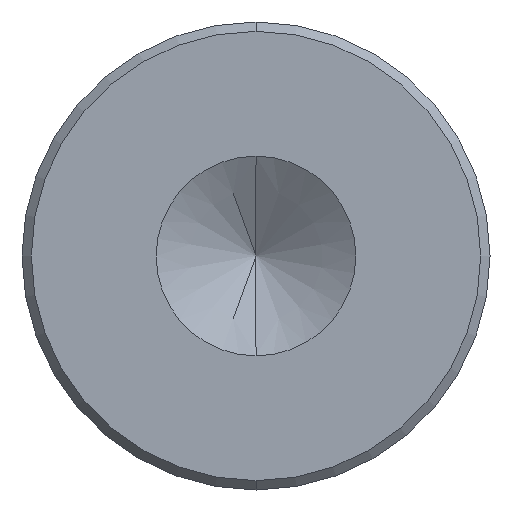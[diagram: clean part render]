
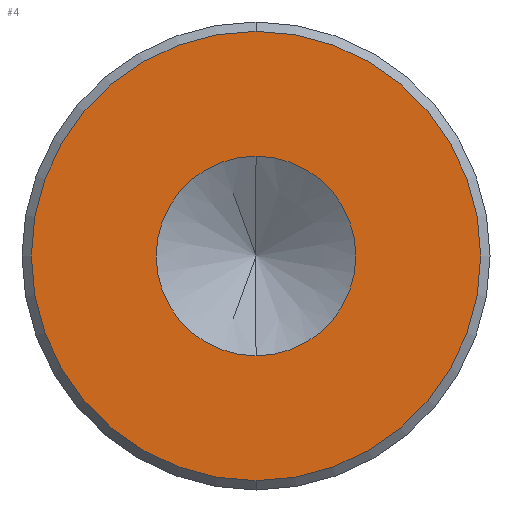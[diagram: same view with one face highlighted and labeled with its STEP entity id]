
A CAD part, front view. The second image highlights one B-rep face of the part: STEP entity #4.
In plain terms, the highlighted planar face has unit normal (0, -1, 0).
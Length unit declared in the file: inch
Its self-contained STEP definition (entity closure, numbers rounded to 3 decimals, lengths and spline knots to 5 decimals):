
#4 = ADVANCED_FACE ( 'NONE', ( #358, #486 ), #151, .F. ) ;
#39 = EDGE_CURVE ( 'NONE', #435, #177, #326, .T. ) ;
#49 = DIRECTION ( 'NONE',  ( 0., 0., -1. ) ) ;
#58 = EDGE_CURVE ( 'NONE', #75, #470, #294, .T. ) ;
#59 = DIRECTION ( 'NONE',  ( 0., -1., 0. ) ) ;
#64 = EDGE_CURVE ( 'NONE', #470, #75, #299, .T. ) ;
#71 = CARTESIAN_POINT ( 'NONE',  ( 0., 0., 0. ) ) ;
#75 = VERTEX_POINT ( 'NONE', #197 ) ;
#118 = DIRECTION ( 'NONE',  ( 0., 0., 1. ) ) ;
#123 = CARTESIAN_POINT ( 'NONE',  ( 0., 0., -0.11985 ) ) ;
#128 = CARTESIAN_POINT ( 'NONE',  ( 0., 0., -0.05325 ) ) ;
#134 = CARTESIAN_POINT ( 'NONE',  ( 0., 0., 0. ) ) ;
#136 = DIRECTION ( 'NONE',  ( 0., 1., 0. ) ) ;
#151 = PLANE ( 'NONE',  #335 ) ;
#173 = ORIENTED_EDGE ( 'NONE', *, *, #58, .T. ) ;
#177 = VERTEX_POINT ( 'NONE', #469 ) ;
#184 = CIRCLE ( 'NONE', #302, 0.05325 ) ;
#197 = CARTESIAN_POINT ( 'NONE',  ( 0., 0., 0.11985 ) ) ;
#213 = EDGE_LOOP ( 'NONE', ( #443, #255 ) ) ;
#214 = CARTESIAN_POINT ( 'NONE',  ( 0., 0., 0. ) ) ;
#235 = DIRECTION ( 'NONE',  ( 0., 0., 1. ) ) ;
#255 = ORIENTED_EDGE ( 'NONE', *, *, #473, .F. ) ;
#256 = AXIS2_PLACEMENT_3D ( 'NONE', #214, #300, #235 ) ;
#278 = DIRECTION ( 'NONE',  ( 0., -1., 0. ) ) ;
#286 = AXIS2_PLACEMENT_3D ( 'NONE', #134, #336, #331 ) ;
#294 = CIRCLE ( 'NONE', #286, 0.11985 ) ;
#299 = CIRCLE ( 'NONE', #256, 0.11985 ) ;
#300 = DIRECTION ( 'NONE',  ( 0., -1., 0. ) ) ;
#302 = AXIS2_PLACEMENT_3D ( 'NONE', #71, #59, #49 ) ;
#317 = AXIS2_PLACEMENT_3D ( 'NONE', #324, #278, #364 ) ;
#324 = CARTESIAN_POINT ( 'NONE',  ( 0., 0., 0. ) ) ;
#326 = CIRCLE ( 'NONE', #317, 0.05325 ) ;
#331 = DIRECTION ( 'NONE',  ( 0., 0., 1. ) ) ;
#335 = AXIS2_PLACEMENT_3D ( 'NONE', #404, #136, #118 ) ;
#336 = DIRECTION ( 'NONE',  ( 0., -1., 0. ) ) ;
#358 = FACE_BOUND ( 'NONE', #213, .T. ) ;
#364 = DIRECTION ( 'NONE',  ( 0., 0., -1. ) ) ;
#365 = ORIENTED_EDGE ( 'NONE', *, *, #64, .T. ) ;
#404 = CARTESIAN_POINT ( 'NONE',  ( 0., 0., 0. ) ) ;
#435 = VERTEX_POINT ( 'NONE', #128 ) ;
#438 = EDGE_LOOP ( 'NONE', ( #173, #365 ) ) ;
#443 = ORIENTED_EDGE ( 'NONE', *, *, #39, .F. ) ;
#469 = CARTESIAN_POINT ( 'NONE',  ( 0., 0., 0.05325 ) ) ;
#470 = VERTEX_POINT ( 'NONE', #123 ) ;
#473 = EDGE_CURVE ( 'NONE', #177, #435, #184, .T. ) ;
#486 = FACE_OUTER_BOUND ( 'NONE', #438, .T. ) ;
